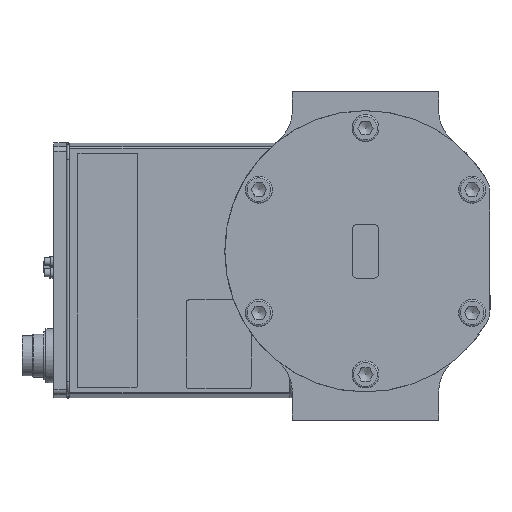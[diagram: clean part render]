
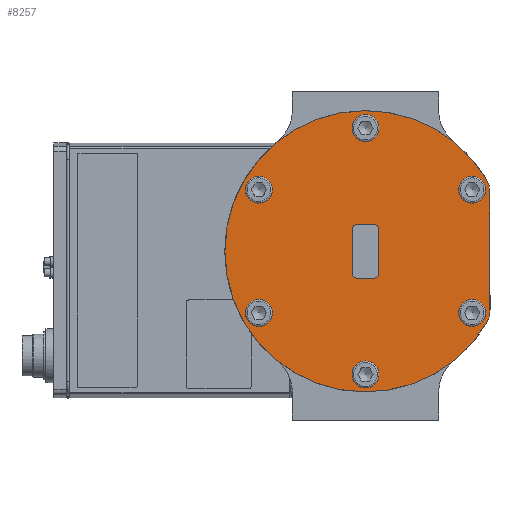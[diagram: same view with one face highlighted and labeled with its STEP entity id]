
A CAD part, left-side view. The second image highlights one B-rep face of the part: STEP entity #8257.
In plain terms, the highlighted planar face has unit normal (-1, 0, 0).
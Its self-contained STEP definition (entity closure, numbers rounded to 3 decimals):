
#538=LINE('',#13670,#1145);
#539=LINE('',#13683,#1146);
#540=LINE('',#13687,#1147);
#541=LINE('',#13691,#1148);
#542=LINE('',#13694,#1149);
#1145=VECTOR('',#10393,10.);
#1146=VECTOR('',#10408,10.);
#1147=VECTOR('',#10411,10.);
#1148=VECTOR('',#10414,10.);
#1149=VECTOR('',#10417,10.);
#1715=FACE_BOUND('',#2488,.T.);
#1716=FACE_BOUND('',#2489,.T.);
#1717=FACE_BOUND('',#2490,.T.);
#1718=FACE_BOUND('',#2491,.T.);
#1719=FACE_BOUND('',#2492,.T.);
#1720=FACE_BOUND('',#2493,.T.);
#1721=FACE_BOUND('',#2494,.T.);
#1964=FACE_OUTER_BOUND('',#2487,.T.);
#2487=EDGE_LOOP('',(#5991,#5992,#5993,#5994));
#2488=EDGE_LOOP('',(#5995,#5996,#5997,#5998,#5999,#6000,#6001,#6002));
#2489=EDGE_LOOP('',(#6003));
#2490=EDGE_LOOP('',(#6004));
#2491=EDGE_LOOP('',(#6005));
#2492=EDGE_LOOP('',(#6006));
#2493=EDGE_LOOP('',(#6007));
#2494=EDGE_LOOP('',(#6008));
#2974=CIRCLE('',#8943,52.25);
#2980=CIRCLE('',#8950,10.);
#2984=CIRCLE('',#8956,10.);
#2986=CIRCLE('',#8959,2.);
#2987=CIRCLE('',#8960,2.);
#2988=CIRCLE('',#8961,2.);
#2989=CIRCLE('',#8962,2.);
#2990=CIRCLE('',#8963,5.);
#2991=CIRCLE('',#8964,5.);
#2992=CIRCLE('',#8965,5.);
#2993=CIRCLE('',#8966,5.);
#2994=CIRCLE('',#8967,5.);
#2995=CIRCLE('',#8968,5.);
#3455=VERTEX_POINT('',#13635);
#3457=VERTEX_POINT('',#13638);
#3467=VERTEX_POINT('',#13660);
#3470=VERTEX_POINT('',#13667);
#3473=VERTEX_POINT('',#13679);
#3474=VERTEX_POINT('',#13680);
#3475=VERTEX_POINT('',#13682);
#3476=VERTEX_POINT('',#13684);
#3477=VERTEX_POINT('',#13686);
#3478=VERTEX_POINT('',#13688);
#3479=VERTEX_POINT('',#13690);
#3480=VERTEX_POINT('',#13692);
#3481=VERTEX_POINT('',#13695);
#3482=VERTEX_POINT('',#13697);
#3483=VERTEX_POINT('',#13699);
#3484=VERTEX_POINT('',#13701);
#3485=VERTEX_POINT('',#13703);
#3486=VERTEX_POINT('',#13705);
#4373=EDGE_CURVE('',#3455,#3457,#2974,.T.);
#4384=EDGE_CURVE('',#3457,#3467,#2980,.T.);
#4389=EDGE_CURVE('',#3470,#3467,#538,.T.);
#4392=EDGE_CURVE('',#3470,#3455,#2984,.T.);
#4394=EDGE_CURVE('',#3473,#3474,#2986,.T.);
#4395=EDGE_CURVE('',#3474,#3475,#539,.T.);
#4396=EDGE_CURVE('',#3475,#3476,#2987,.T.);
#4397=EDGE_CURVE('',#3476,#3477,#540,.T.);
#4398=EDGE_CURVE('',#3477,#3478,#2988,.T.);
#4399=EDGE_CURVE('',#3478,#3479,#541,.T.);
#4400=EDGE_CURVE('',#3479,#3480,#2989,.T.);
#4401=EDGE_CURVE('',#3480,#3473,#542,.T.);
#4402=EDGE_CURVE('',#3481,#3481,#2990,.T.);
#4403=EDGE_CURVE('',#3482,#3482,#2991,.T.);
#4404=EDGE_CURVE('',#3483,#3483,#2992,.T.);
#4405=EDGE_CURVE('',#3484,#3484,#2993,.T.);
#4406=EDGE_CURVE('',#3485,#3485,#2994,.T.);
#4407=EDGE_CURVE('',#3486,#3486,#2995,.T.);
#5991=ORIENTED_EDGE('',*,*,#4392,.F.);
#5992=ORIENTED_EDGE('',*,*,#4389,.T.);
#5993=ORIENTED_EDGE('',*,*,#4384,.F.);
#5994=ORIENTED_EDGE('',*,*,#4373,.F.);
#5995=ORIENTED_EDGE('',*,*,#4394,.T.);
#5996=ORIENTED_EDGE('',*,*,#4395,.T.);
#5997=ORIENTED_EDGE('',*,*,#4396,.T.);
#5998=ORIENTED_EDGE('',*,*,#4397,.T.);
#5999=ORIENTED_EDGE('',*,*,#4398,.T.);
#6000=ORIENTED_EDGE('',*,*,#4399,.T.);
#6001=ORIENTED_EDGE('',*,*,#4400,.T.);
#6002=ORIENTED_EDGE('',*,*,#4401,.T.);
#6003=ORIENTED_EDGE('',*,*,#4402,.T.);
#6004=ORIENTED_EDGE('',*,*,#4403,.T.);
#6005=ORIENTED_EDGE('',*,*,#4404,.T.);
#6006=ORIENTED_EDGE('',*,*,#4405,.T.);
#6007=ORIENTED_EDGE('',*,*,#4406,.T.);
#6008=ORIENTED_EDGE('',*,*,#4407,.T.);
#7448=PLANE('',#8958);
#8257=ADVANCED_FACE('',(#1964,#1715,#1716,#1717,#1718,#1719,#1720,#1721),
#7448,.T.);
#8943=AXIS2_PLACEMENT_3D('',#13639,#10365,#10366);
#8950=AXIS2_PLACEMENT_3D('',#13661,#10384,#10385);
#8956=AXIS2_PLACEMENT_3D('',#13676,#10400,#10401);
#8958=AXIS2_PLACEMENT_3D('',#13678,#10404,#10405);
#8959=AXIS2_PLACEMENT_3D('',#13681,#10406,#10407);
#8960=AXIS2_PLACEMENT_3D('',#13685,#10409,#10410);
#8961=AXIS2_PLACEMENT_3D('',#13689,#10412,#10413);
#8962=AXIS2_PLACEMENT_3D('',#13693,#10415,#10416);
#8963=AXIS2_PLACEMENT_3D('',#13696,#10418,#10419);
#8964=AXIS2_PLACEMENT_3D('',#13698,#10420,#10421);
#8965=AXIS2_PLACEMENT_3D('',#13700,#10422,#10423);
#8966=AXIS2_PLACEMENT_3D('',#13702,#10424,#10425);
#8967=AXIS2_PLACEMENT_3D('',#13704,#10426,#10427);
#8968=AXIS2_PLACEMENT_3D('',#13706,#10428,#10429);
#10365=DIRECTION('center_axis',(1.,0.,0.));
#10366=DIRECTION('ref_axis',(0.,0.,
-1.));
#10384=DIRECTION('center_axis',(1.,0.,0.));
#10385=DIRECTION('ref_axis',(0.,-0.964,0.266));
#10393=DIRECTION('',(0.,0.,1.));
#10400=DIRECTION('center_axis',(1.,0.,0.));
#10401=DIRECTION('ref_axis',(0.,-0.964,-0.266));
#10404=DIRECTION('center_axis',(-1.,0.,0.));
#10405=DIRECTION('ref_axis',(0.,0.,
1.));
#10406=DIRECTION('center_axis',(1.,0.,0.));
#10407=DIRECTION('ref_axis',(0.,1.,0.));
#10408=DIRECTION('',(0.,0.,-1.));
#10409=DIRECTION('center_axis',(1.,0.,0.));
#10410=DIRECTION('ref_axis',(0.,0.,
1.));
#10411=DIRECTION('',(0.,1.,0.));
#10412=DIRECTION('center_axis',(1.,0.,0.));
#10413=DIRECTION('ref_axis',(0.,-1.,0.));
#10414=DIRECTION('',(0.,0.,1.));
#10415=DIRECTION('center_axis',(1.,0.,0.));
#10416=DIRECTION('ref_axis',(0.,0.,
-1.));
#10417=DIRECTION('',(0.,-1.,0.));
#10418=DIRECTION('center_axis',(1.,0.,0.));
#10419=DIRECTION('ref_axis',(0.,0.866,-0.5));
#10420=DIRECTION('center_axis',(1.,0.,0.));
#10421=DIRECTION('ref_axis',(0.,0.,
-1.));
#10422=DIRECTION('center_axis',(1.,0.,0.));
#10423=DIRECTION('ref_axis',(0.,-0.866,-0.5));
#10424=DIRECTION('center_axis',(1.,0.,0.));
#10425=DIRECTION('ref_axis',(0.,-0.866,0.5));
#10426=DIRECTION('center_axis',(1.,0.,0.));
#10427=DIRECTION('ref_axis',(0.,0.,
1.));
#10428=DIRECTION('center_axis',(1.,0.,0.));
#10429=DIRECTION('ref_axis',(0.,0.866,0.5));
#13635=CARTESIAN_POINT('',(-165.38,-11.626,-39.632));
#13638=CARTESIAN_POINT('',(-165.38,-11.626,14.047));
#13639=CARTESIAN_POINT('Origin',(-165.38,33.204,-12.793));
#13660=CARTESIAN_POINT('',(-165.38,-13.046,8.91));
#13661=CARTESIAN_POINT('Origin',(-165.38,-3.046,8.91));
#13667=CARTESIAN_POINT('',(-165.38,-13.046,-34.495));
#13670=CARTESIAN_POINT('',(-165.38,-13.046,-0.637));
#13676=CARTESIAN_POINT('Origin',(-165.38,-3.046,-34.495));
#13678=CARTESIAN_POINT('Origin',(-165.38,85.454,-12.793));
#13679=CARTESIAN_POINT('',(-165.38,30.204,-2.793));
#13680=CARTESIAN_POINT('',(-165.38,28.204,-4.793));
#13681=CARTESIAN_POINT('Origin',(-165.38,30.204,-4.793));
#13682=CARTESIAN_POINT('',(-165.38,28.204,-20.793));
#13683=CARTESIAN_POINT('',(-165.38,28.204,-8.793));
#13684=CARTESIAN_POINT('',(-165.38,30.204,-22.793));
#13685=CARTESIAN_POINT('Origin',(-165.38,30.204,-20.793));
#13686=CARTESIAN_POINT('',(-165.38,36.204,-22.793));
#13687=CARTESIAN_POINT('',(-165.38,57.829,-22.793));
#13688=CARTESIAN_POINT('',(-165.38,38.204,-20.793));
#13689=CARTESIAN_POINT('Origin',(-165.38,36.204,-20.793));
#13690=CARTESIAN_POINT('',(-165.38,38.204,-4.793));
#13691=CARTESIAN_POINT('',(-165.38,38.204,-16.793));
#13692=CARTESIAN_POINT('',(-165.38,36.204,-2.793));
#13693=CARTESIAN_POINT('Origin',(-165.38,36.204,-4.793));
#13694=CARTESIAN_POINT('',(-165.38,60.829,-2.793));
#13695=CARTESIAN_POINT('',(-165.38,28.874,-56.043));
#13696=CARTESIAN_POINT('Origin',(-165.38,33.204,-58.543));
#13697=CARTESIAN_POINT('',(-165.38,-6.417,-30.668));
#13698=CARTESIAN_POINT('Origin',(-165.38,-6.417,-35.668));
#13699=CARTESIAN_POINT('',(-165.38,-2.087,12.582));
#13700=CARTESIAN_POINT('Origin',(-165.38,-6.417,10.082));
#13701=CARTESIAN_POINT('',(-165.38,37.534,30.457));
#13702=CARTESIAN_POINT('Origin',(-165.38,33.204,32.957));
#13703=CARTESIAN_POINT('',(-165.38,72.824,5.082));
#13704=CARTESIAN_POINT('Origin',(-165.38,72.824,10.082));
#13705=CARTESIAN_POINT('',(-165.38,68.494,-38.168));
#13706=CARTESIAN_POINT('Origin',(-165.38,72.824,-35.668));
